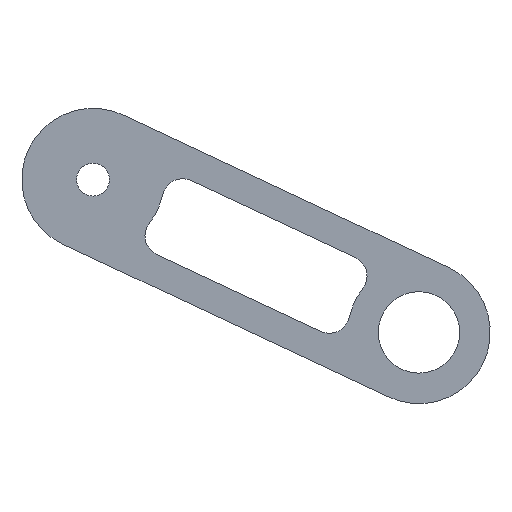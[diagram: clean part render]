
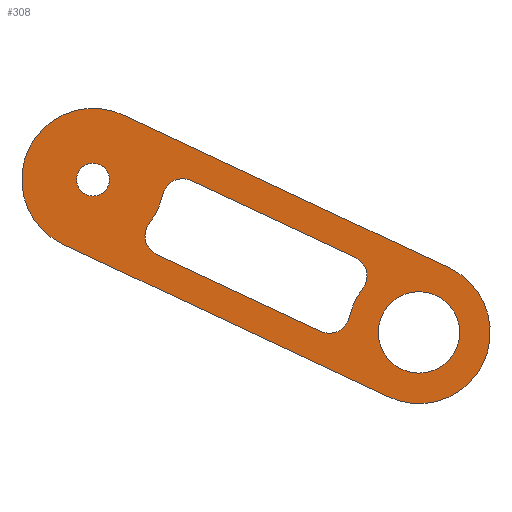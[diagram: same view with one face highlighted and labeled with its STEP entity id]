
A CAD part, front view. The second image highlights one B-rep face of the part: STEP entity #308.
In plain terms, the highlighted planar face has unit normal (0, -1, 0).
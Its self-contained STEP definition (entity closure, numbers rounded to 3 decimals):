
#18=FACE_BOUND('',#62,.T.);
#19=FACE_BOUND('',#63,.T.);
#20=FACE_BOUND('',#64,.T.);
#26=PLANE('',#367);
#42=FACE_OUTER_BOUND('',#61,.T.);
#61=EDGE_LOOP('',(#269,#270,#271,#272));
#62=EDGE_LOOP('',(#273));
#63=EDGE_LOOP('',(#274));
#64=EDGE_LOOP('',(#275,#276,#277,#278,#279,#280,#281,#282));
#68=LINE('',#482,#90);
#77=LINE('',#518,#99);
#81=LINE('',#536,#103);
#85=LINE('',#547,#107);
#90=VECTOR('',#387,10.);
#99=VECTOR('',#428,10.);
#103=VECTOR('',#446,10.);
#107=VECTOR('',#458,10.);
#109=CIRCLE('',#333,4.);
#111=CIRCLE('',#336,2.);
#113=CIRCLE('',#340,2.);
#116=CIRCLE('',#344,7.);
#117=CIRCLE('',#346,2.);
#119=CIRCLE('',#349,7.);
#121=CIRCLE('',#352,2.);
#123=CIRCLE('',#356,1.621);
#125=CIRCLE('',#359,7.);
#127=CIRCLE('',#363,7.);
#129=VERTEX_POINT('',#466);
#131=VERTEX_POINT('',#472);
#132=VERTEX_POINT('',#473);
#135=VERTEX_POINT('',#481);
#137=VERTEX_POINT('',#487);
#138=VERTEX_POINT('',#488);
#141=VERTEX_POINT('',#499);
#143=VERTEX_POINT('',#505);
#145=VERTEX_POINT('',#511);
#147=VERTEX_POINT('',#520);
#149=VERTEX_POINT('',#526);
#150=VERTEX_POINT('',#527);
#153=VERTEX_POINT('',#535);
#155=VERTEX_POINT('',#541);
#157=EDGE_CURVE('',#129,#129,#109,.T.);
#160=EDGE_CURVE('',#131,#132,#111,.T.);
#164=EDGE_CURVE('',#132,#135,#68,.T.);
#167=EDGE_CURVE('',#137,#138,#113,.T.);
#172=EDGE_CURVE('',#138,#131,#116,.T.);
#173=EDGE_CURVE('',#135,#141,#117,.T.);
#176=EDGE_CURVE('',#141,#143,#119,.T.);
#179=EDGE_CURVE('',#143,#145,#121,.T.);
#183=EDGE_CURVE('',#145,#137,#77,.T.);
#184=EDGE_CURVE('',#147,#147,#123,.T.);
#187=EDGE_CURVE('',#149,#150,#125,.T.);
#191=EDGE_CURVE('',#153,#149,#81,.T.);
#194=EDGE_CURVE('',#155,#153,#127,.T.);
#197=EDGE_CURVE('',#150,#155,#85,.T.);
#269=ORIENTED_EDGE('',*,*,#197,.F.);
#270=ORIENTED_EDGE('',*,*,#187,.F.);
#271=ORIENTED_EDGE('',*,*,#191,.F.);
#272=ORIENTED_EDGE('',*,*,#194,.F.);
#273=ORIENTED_EDGE('',*,*,#157,.T.);
#274=ORIENTED_EDGE('',*,*,#184,.T.);
#275=ORIENTED_EDGE('',*,*,#167,.F.);
#276=ORIENTED_EDGE('',*,*,#183,.F.);
#277=ORIENTED_EDGE('',*,*,#179,.F.);
#278=ORIENTED_EDGE('',*,*,#176,.F.);
#279=ORIENTED_EDGE('',*,*,#173,.F.);
#280=ORIENTED_EDGE('',*,*,#164,.F.);
#281=ORIENTED_EDGE('',*,*,#160,.F.);
#282=ORIENTED_EDGE('',*,*,#172,.F.);
#308=ADVANCED_FACE('',(#42,#18,#19,#20),#26,.F.);
#333=AXIS2_PLACEMENT_3D('',#467,#372,#373);
#336=AXIS2_PLACEMENT_3D('',#474,#379,#380);
#340=AXIS2_PLACEMENT_3D('',#489,#392,#393);
#344=AXIS2_PLACEMENT_3D('',#497,#402,#403);
#346=AXIS2_PLACEMENT_3D('',#500,#406,#407);
#349=AXIS2_PLACEMENT_3D('',#506,#413,#414);
#352=AXIS2_PLACEMENT_3D('',#512,#420,#421);
#356=AXIS2_PLACEMENT_3D('',#521,#431,#432);
#359=AXIS2_PLACEMENT_3D('',#528,#438,#439);
#363=AXIS2_PLACEMENT_3D('',#542,#451,#452);
#367=AXIS2_PLACEMENT_3D('',#550,#462,#463);
#372=DIRECTION('center_axis',(0.,1.,0.));
#373=DIRECTION('ref_axis',(-1.,0.,0.));
#379=DIRECTION('center_axis',(0.,-1.,0.));
#380=DIRECTION('ref_axis',(-0.973,0.,-0.233));
#387=DIRECTION('',(0.905,0.,-0.424));
#392=DIRECTION('center_axis',(0.,-1.,0.));
#393=DIRECTION('ref_axis',(-0.443,0.,0.896));
#402=DIRECTION('center_axis',(0.,1.,0.));
#403=DIRECTION('ref_axis',(0.986,0.,0.169));
#406=DIRECTION('center_axis',(0.,-1.,0.));
#407=DIRECTION('ref_axis',(0.443,0.,-0.896));
#413=DIRECTION('center_axis',(0.,1.,0.));
#414=DIRECTION('ref_axis',(-0.986,0.,-0.169));
#420=DIRECTION('center_axis',(0.,-1.,0.));
#421=DIRECTION('ref_axis',(0.973,0.,0.233));
#428=DIRECTION('',(-0.905,0.,0.424));
#431=DIRECTION('center_axis',(0.,1.,0.));
#432=DIRECTION('ref_axis',(-1.,0.,0.));
#438=DIRECTION('center_axis',(0.,1.,0.));
#439=DIRECTION('ref_axis',(-0.424,0.,-0.905));
#446=DIRECTION('',(-0.905,0.,0.424));
#451=DIRECTION('center_axis',(0.,1.,0.));
#452=DIRECTION('ref_axis',(0.424,0.,0.905));
#458=DIRECTION('',(0.905,0.,-0.424));
#462=DIRECTION('center_axis',(0.,1.,0.));
#463=DIRECTION('ref_axis',(0.,0.,1.));
#466=CARTESIAN_POINT('',(4.,0.,0.));
#467=CARTESIAN_POINT('Origin',(0.,0.,0.));
#472=CARTESIAN_POINT('',(-26.48,0.,10.695));
#473=CARTESIAN_POINT('',(-25.752,0.,7.654));
#474=CARTESIAN_POINT('Origin',(-24.903,0.,9.465));
#481=CARTESIAN_POINT('',(-9.643,0.,0.103));
#482=CARTESIAN_POINT('',(-28.496,0.,8.94));
#487=CARTESIAN_POINT('',(-22.357,0.,14.897));
#488=CARTESIAN_POINT('',(-25.16,0.,13.512));
#489=CARTESIAN_POINT('Origin',(-23.206,0.,13.087));
#497=CARTESIAN_POINT('Origin',(-32.,0.,15.));
#499=CARTESIAN_POINT('',(-6.84,0.,1.488));
#500=CARTESIAN_POINT('Origin',(-8.794,0.,1.913));
#505=CARTESIAN_POINT('',(-5.52,0.,4.305));
#506=CARTESIAN_POINT('Origin',(0.,0.,0.));
#511=CARTESIAN_POINT('',(-6.248,0.,7.346));
#512=CARTESIAN_POINT('Origin',(-7.097,0.,5.535));
#518=CARTESIAN_POINT('',(-3.504,0.,6.06));
#520=CARTESIAN_POINT('',(-30.379,0.,15.));
#521=CARTESIAN_POINT('Origin',(-32.,0.,15.));
#526=CARTESIAN_POINT('',(-34.971,0.,8.662));
#527=CARTESIAN_POINT('',(-29.029,0.,21.338));
#528=CARTESIAN_POINT('Origin',(-32.,0.,15.));
#535=CARTESIAN_POINT('',(-2.971,0.,-6.338));
#536=CARTESIAN_POINT('',(-2.971,0.,-6.338));
#541=CARTESIAN_POINT('',(2.971,0.,6.338));
#542=CARTESIAN_POINT('Origin',(0.,0.,0.));
#547=CARTESIAN_POINT('',(-29.029,0.,21.338));
#550=CARTESIAN_POINT('Origin',(-16.,0.,7.5));
